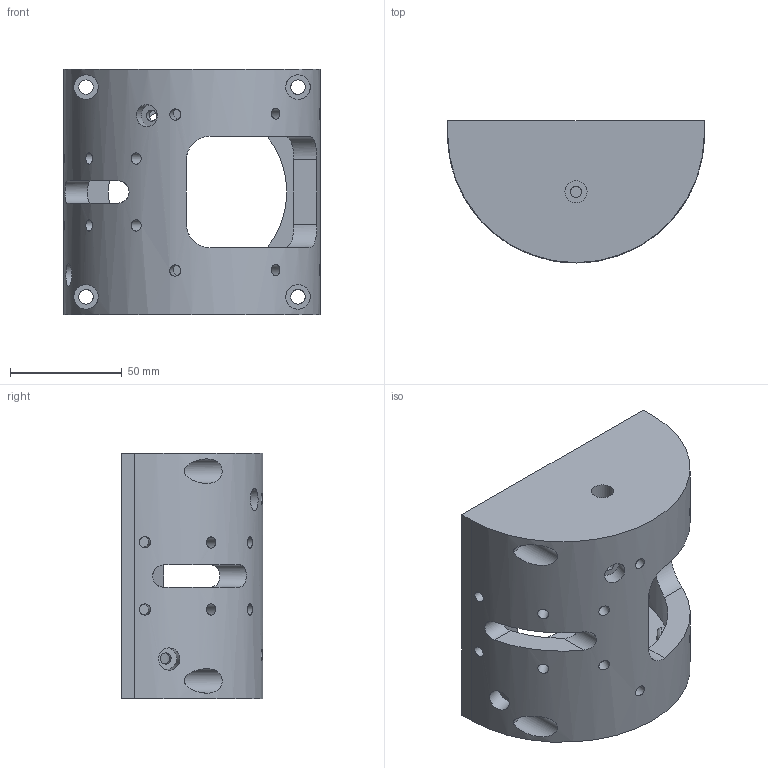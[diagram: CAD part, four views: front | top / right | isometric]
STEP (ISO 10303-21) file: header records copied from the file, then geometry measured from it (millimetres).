
FILE_DESCRIPTION(/* description */ (''),/* implementation_level */ '2;1');
FILE_NAME(/* name */ 'Gas Exchange Compartment.step',/* time_stamp */ '2024-07-26T13:59:52+01:00',/* author */ (''),/* organization */ (''),/* preprocessor_version */ 'ST-DEVELOPER v20',/* originating_system */ 'Autodesk Translation Framework v12.20.1.177',/* authorisation */ '');
FILE_SCHEMA (('AUTOMOTIVE_DESIGN { 1 0 10303 214 3 1 1 }'));
Length unit declared in the file: millimetre
Products named in the file (2): Gas Exchange Compartment; Gas Exchange Compartment_1
Assembly tree (1 placements, depth 2):
  Gas Exchange Compartment
    Gas Exchange Compartment_1
Bounding box: 115 x 63.5 x 110 mm (x, y, z)
Volume: 300416 mm3; surface area: 65599.7 mm2
Topology: 1 solids, 1 shells, 101 faces, 252 edges, 181 vertices
Faces by surface type: cylinder 47, plane 42, bspline 12
Full cylindrical faces by diameter (mm): 5 x15, 6.5 x4, 8 x8, 10 x3, 11 x4, 80 x1
Entity records: 4706 total; most frequent: CARTESIAN_POINT 2283, ORIENTED_EDGE 504, DIRECTION 438, EDGE_CURVE 252, AXIS2_PLACEMENT_3D 183, VERTEX_POINT 181, EDGE_LOOP 147, FACE_OUTER_BOUND 101
